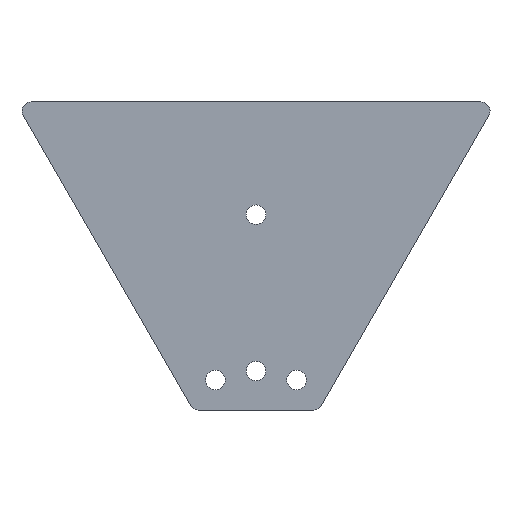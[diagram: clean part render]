
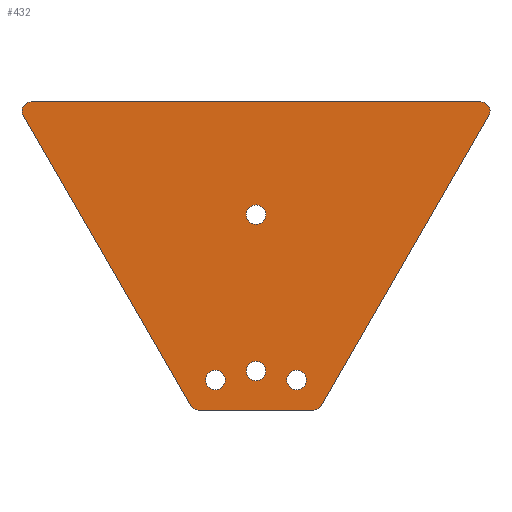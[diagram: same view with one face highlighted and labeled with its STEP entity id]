
A CAD part, front view. The second image highlights one B-rep face of the part: STEP entity #432.
In plain terms, the highlighted planar face has unit normal (0, -1, 0).
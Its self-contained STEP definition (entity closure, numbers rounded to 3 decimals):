
#3 = ORIENTED_EDGE ( 'NONE', *, *, #331, .T. ) ;
#6 = LINE ( 'NONE', #434, #141 ) ;
#9 = DIRECTION ( 'NONE',  ( -0.5, 0., -0.866 ) ) ;
#15 = CARTESIAN_POINT ( 'NONE',  ( -27., -1255.305, -2268.242 ) ) ;
#18 = CARTESIAN_POINT ( 'NONE',  ( -27., -1255.305, -2281.242 ) ) ;
#20 = CARTESIAN_POINT ( 'NONE',  ( 0., -1255.305, -2268.742 ) ) ;
#21 = VECTOR ( 'NONE', #259, 1000. ) ;
#27 = ORIENTED_EDGE ( 'NONE', *, *, #84, .F. ) ;
#29 = ORIENTED_EDGE ( 'NONE', *, *, #524, .F. ) ;
#31 = ORIENTED_EDGE ( 'NONE', *, *, #211, .T. ) ;
#38 = DIRECTION ( 'NONE',  ( 0., 0., 1. ) ) ;
#43 = EDGE_CURVE ( 'NONE', #573, #147, #613, .T. ) ;
#45 = ORIENTED_EDGE ( 'NONE', *, *, #88, .T. ) ;
#57 = CIRCLE ( 'NONE', #450, 6.5 ) ;
#59 = DIRECTION ( 'NONE',  ( 0., 0., 1. ) ) ;
#61 = DIRECTION ( 'NONE',  ( 0., 0., -1. ) ) ;
#64 = CIRCLE ( 'NONE', #205, 6.5 ) ;
#69 = CIRCLE ( 'NONE', #612, 6.5 ) ;
#75 = VERTEX_POINT ( 'NONE', #327 ) ;
#79 = EDGE_CURVE ( 'NONE', #351, #177, #460, .T. ) ;
#83 = FACE_BOUND ( 'NONE', #607, .T. ) ;
#84 = EDGE_CURVE ( 'NONE', #438, #200, #393, .T. ) ;
#88 = EDGE_CURVE ( 'NONE', #340, #624, #57, .T. ) ;
#89 = VERTEX_POINT ( 'NONE', #220 ) ;
#101 = AXIS2_PLACEMENT_3D ( 'NONE', #629, #168, #585 ) ;
#102 = AXIS2_PLACEMENT_3D ( 'NONE', #352, #468, #38 ) ;
#106 = DIRECTION ( 'NONE',  ( 0., 0., 1. ) ) ;
#116 = CIRCLE ( 'NONE', #101, 6.5 ) ;
#118 = ORIENTED_EDGE ( 'NONE', *, *, #285, .T. ) ;
#123 = CARTESIAN_POINT ( 'NONE',  ( -38.283, -1255.305, -2288.742 ) ) ;
#141 = VECTOR ( 'NONE', #9, 1000. ) ;
#146 = ORIENTED_EDGE ( 'NONE', *, *, #43, .T. ) ;
#147 = VERTEX_POINT ( 'NONE', #486 ) ;
#156 = DIRECTION ( 'NONE',  ( 0., 1., 0. ) ) ;
#161 = CARTESIAN_POINT ( 'NONE',  ( 27., -1255.305, -2281.242 ) ) ;
#162 = AXIS2_PLACEMENT_3D ( 'NONE', #274, #222, #263 ) ;
#167 = DIRECTION ( 'NONE',  ( 0., 0., 1. ) ) ;
#168 = DIRECTION ( 'NONE',  ( 0., 1., 0. ) ) ;
#176 = CARTESIAN_POINT ( 'NONE',  ( 38.283, -1255.305, -2294.742 ) ) ;
#177 = VERTEX_POINT ( 'NONE', #377 ) ;
#181 = LINE ( 'NONE', #335, #521 ) ;
#187 = CARTESIAN_POINT ( 'NONE',  ( 38.283, -1255.305, -2288.742 ) ) ;
#189 = ORIENTED_EDGE ( 'NONE', *, *, #79, .F. ) ;
#195 = VERTEX_POINT ( 'NONE', #542 ) ;
#196 = DIRECTION ( 'NONE',  ( 0., 1., 0. ) ) ;
#197 = ORIENTED_EDGE ( 'NONE', *, *, #257, .F. ) ;
#200 = VERTEX_POINT ( 'NONE', #176 ) ;
#205 = AXIS2_PLACEMENT_3D ( 'NONE', #543, #477, #619 ) ;
#206 = PLANE ( 'NONE',  #102 ) ;
#211 = EDGE_CURVE ( 'NONE', #624, #340, #116, .T. ) ;
#219 = DIRECTION ( 'NONE',  ( 0., 1., 0. ) ) ;
#220 = CARTESIAN_POINT ( 'NONE',  ( 149.712, -1255.305, -2089.742 ) ) ;
#222 = DIRECTION ( 'NONE',  ( 0., 1., 0. ) ) ;
#230 = VERTEX_POINT ( 'NONE', #372 ) ;
#233 = EDGE_CURVE ( 'NONE', #341, #328, #564, .T. ) ;
#248 = CIRCLE ( 'NONE', #571, 6.5 ) ;
#250 = AXIS2_PLACEMENT_3D ( 'NONE', #548, #539, #520 ) ;
#255 = LINE ( 'NONE', #470, #21 ) ;
#257 = EDGE_CURVE ( 'NONE', #177, #536, #181, .T. ) ;
#258 = CIRCLE ( 'NONE', #482, 6.5 ) ;
#259 = DIRECTION ( 'NONE',  ( 1., 0., 0. ) ) ;
#261 = AXIS2_PLACEMENT_3D ( 'NONE', #580, #317, #106 ) ;
#263 = DIRECTION ( 'NONE',  ( 0., 0., 1. ) ) ;
#274 = CARTESIAN_POINT ( 'NONE',  ( 149.712, -1255.305, -2095.742 ) ) ;
#283 = DIRECTION ( 'NONE',  ( 0., 0., 1. ) ) ;
#285 = EDGE_CURVE ( 'NONE', #328, #341, #69, .T. ) ;
#296 = VERTEX_POINT ( 'NONE', #495 ) ;
#299 = EDGE_LOOP ( 'NONE', ( #118, #465 ) ) ;
#300 = EDGE_LOOP ( 'NONE', ( #31, #45 ) ) ;
#302 = CARTESIAN_POINT ( 'NONE',  ( -38.283, -1255.305, -2294.742 ) ) ;
#317 = DIRECTION ( 'NONE',  ( 0., 1., 0. ) ) ;
#321 = CARTESIAN_POINT ( 'NONE',  ( 0., -1255.305, -2164.742 ) ) ;
#325 = DIRECTION ( 'NONE',  ( 0., 1., 0. ) ) ;
#327 = CARTESIAN_POINT ( 'NONE',  ( 0., -1255.305, -2262.242 ) ) ;
#328 = VERTEX_POINT ( 'NONE', #15 ) ;
#331 = EDGE_CURVE ( 'NONE', #75, #230, #258, .T. ) ;
#332 = ORIENTED_EDGE ( 'NONE', *, *, #658, .T. ) ;
#335 = CARTESIAN_POINT ( 'NONE',  ( -43.479, -1255.305, -2291.742 ) ) ;
#340 = VERTEX_POINT ( 'NONE', #442 ) ;
#341 = VERTEX_POINT ( 'NONE', #18 ) ;
#347 = DIRECTION ( 'NONE',  ( 0., 1., 0. ) ) ;
#351 = VERTEX_POINT ( 'NONE', #454 ) ;
#352 = CARTESIAN_POINT ( 'NONE',  ( -38.283, -1255.305, -2288.742 ) ) ;
#355 = ORIENTED_EDGE ( 'NONE', *, *, #670, .F. ) ;
#359 = VECTOR ( 'NONE', #522, 1000. ) ;
#367 = AXIS2_PLACEMENT_3D ( 'NONE', #187, #156, #609 ) ;
#372 = CARTESIAN_POINT ( 'NONE',  ( 0., -1255.305, -2275.242 ) ) ;
#377 = CARTESIAN_POINT ( 'NONE',  ( -43.479, -1255.305, -2291.742 ) ) ;
#390 = ORIENTED_EDGE ( 'NONE', *, *, #444, .F. ) ;
#392 = CIRCLE ( 'NONE', #643, 6. ) ;
#393 = CIRCLE ( 'NONE', #367, 6. ) ;
#403 = FACE_OUTER_BOUND ( 'NONE', #422, .T. ) ;
#418 = FACE_BOUND ( 'NONE', #300, .T. ) ;
#422 = EDGE_LOOP ( 'NONE', ( #189, #29, #27, #509, #447, #390, #355, #197 ) ) ;
#432 = ADVANCED_FACE ( 'NONE', ( #418, #604, #83, #464, #403 ), #206, .F. ) ;
#434 = CARTESIAN_POINT ( 'NONE',  ( 43.479, -1255.305, -2291.742 ) ) ;
#438 = VERTEX_POINT ( 'NONE', #525 ) ;
#441 = EDGE_LOOP ( 'NONE', ( #332, #146 ) ) ;
#442 = CARTESIAN_POINT ( 'NONE',  ( 0., -1255.305, -2171.242 ) ) ;
#444 = EDGE_CURVE ( 'NONE', #195, #89, #255, .T. ) ;
#447 = ORIENTED_EDGE ( 'NONE', *, *, #647, .F. ) ;
#450 = AXIS2_PLACEMENT_3D ( 'NONE', #321, #325, #59 ) ;
#453 = DIRECTION ( 'NONE',  ( 0., 1., 0. ) ) ;
#454 = CARTESIAN_POINT ( 'NONE',  ( -38.283, -1255.305, -2294.742 ) ) ;
#458 = CIRCLE ( 'NONE', #162, 6. ) ;
#460 = CIRCLE ( 'NONE', #528, 6. ) ;
#464 = FACE_BOUND ( 'NONE', #299, .T. ) ;
#465 = ORIENTED_EDGE ( 'NONE', *, *, #233, .T. ) ;
#468 = DIRECTION ( 'NONE',  ( 0., 1., 0. ) ) ;
#470 = CARTESIAN_POINT ( 'NONE',  ( -149.712, -1255.305, -2089.742 ) ) ;
#477 = DIRECTION ( 'NONE',  ( 0., 1., 0. ) ) ;
#482 = AXIS2_PLACEMENT_3D ( 'NONE', #20, #453, #283 ) ;
#486 = CARTESIAN_POINT ( 'NONE',  ( 27., -1255.305, -2268.242 ) ) ;
#495 = CARTESIAN_POINT ( 'NONE',  ( 154.908, -1255.305, -2098.742 ) ) ;
#509 = ORIENTED_EDGE ( 'NONE', *, *, #569, .F. ) ;
#512 = DIRECTION ( 'NONE',  ( 0., 0., 1. ) ) ;
#520 = DIRECTION ( 'NONE',  ( 0., 0., 1. ) ) ;
#521 = VECTOR ( 'NONE', #599, 1000. ) ;
#522 = DIRECTION ( 'NONE',  ( -1., 0., 0. ) ) ;
#524 = EDGE_CURVE ( 'NONE', #200, #351, #608, .T. ) ;
#525 = CARTESIAN_POINT ( 'NONE',  ( 43.479, -1255.305, -2291.742 ) ) ;
#528 = AXIS2_PLACEMENT_3D ( 'NONE', #123, #196, #512 ) ;
#534 = DIRECTION ( 'NONE',  ( 0., 1., 0. ) ) ;
#536 = VERTEX_POINT ( 'NONE', #660 ) ;
#538 = CARTESIAN_POINT ( 'NONE',  ( -149.712, -1255.305, -2095.742 ) ) ;
#539 = DIRECTION ( 'NONE',  ( 0., 1., 0. ) ) ;
#542 = CARTESIAN_POINT ( 'NONE',  ( -149.712, -1255.305, -2089.742 ) ) ;
#543 = CARTESIAN_POINT ( 'NONE',  ( 0., -1255.305, -2268.742 ) ) ;
#548 = CARTESIAN_POINT ( 'NONE',  ( 27., -1255.305, -2274.742 ) ) ;
#564 = CIRCLE ( 'NONE', #261, 6.5 ) ;
#569 = EDGE_CURVE ( 'NONE', #296, #438, #6, .T. ) ;
#571 = AXIS2_PLACEMENT_3D ( 'NONE', #623, #219, #167 ) ;
#573 = VERTEX_POINT ( 'NONE', #161 ) ;
#580 = CARTESIAN_POINT ( 'NONE',  ( -27., -1255.305, -2274.742 ) ) ;
#585 = DIRECTION ( 'NONE',  ( 0., 0., 1. ) ) ;
#590 = EDGE_CURVE ( 'NONE', #230, #75, #64, .T. ) ;
#597 = DIRECTION ( 'NONE',  ( 0., 0., 1. ) ) ;
#599 = DIRECTION ( 'NONE',  ( -0.5, 0., 0.866 ) ) ;
#604 = FACE_BOUND ( 'NONE', #441, .T. ) ;
#607 = EDGE_LOOP ( 'NONE', ( #3, #672 ) ) ;
#608 = LINE ( 'NONE', #302, #359 ) ;
#609 = DIRECTION ( 'NONE',  ( 0., 0., -1. ) ) ;
#612 = AXIS2_PLACEMENT_3D ( 'NONE', #639, #347, #597 ) ;
#613 = CIRCLE ( 'NONE', #250, 6.5 ) ;
#619 = DIRECTION ( 'NONE',  ( 0., 0., 1. ) ) ;
#623 = CARTESIAN_POINT ( 'NONE',  ( 27., -1255.305, -2274.742 ) ) ;
#624 = VERTEX_POINT ( 'NONE', #633 ) ;
#629 = CARTESIAN_POINT ( 'NONE',  ( 0., -1255.305, -2164.742 ) ) ;
#633 = CARTESIAN_POINT ( 'NONE',  ( 0., -1255.305, -2158.242 ) ) ;
#639 = CARTESIAN_POINT ( 'NONE',  ( -27., -1255.305, -2274.742 ) ) ;
#643 = AXIS2_PLACEMENT_3D ( 'NONE', #538, #534, #61 ) ;
#647 = EDGE_CURVE ( 'NONE', #89, #296, #458, .T. ) ;
#658 = EDGE_CURVE ( 'NONE', #147, #573, #248, .T. ) ;
#660 = CARTESIAN_POINT ( 'NONE',  ( -154.908, -1255.305, -2098.742 ) ) ;
#670 = EDGE_CURVE ( 'NONE', #536, #195, #392, .T. ) ;
#672 = ORIENTED_EDGE ( 'NONE', *, *, #590, .T. ) ;
